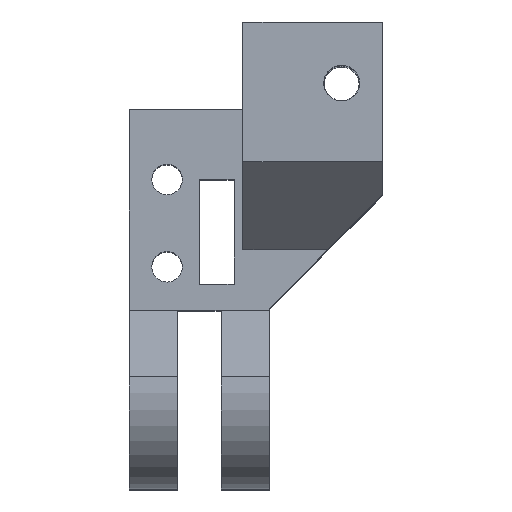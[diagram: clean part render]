
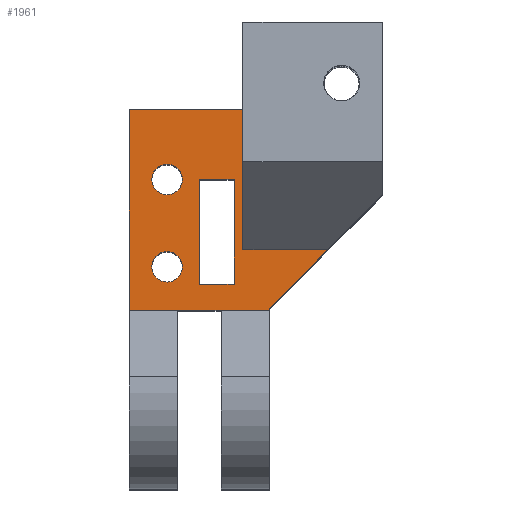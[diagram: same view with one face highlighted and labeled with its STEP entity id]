
A CAD part, top view. The second image highlights one B-rep face of the part: STEP entity #1961.
In plain terms, the highlighted planar face has unit normal (0, 0, 1).
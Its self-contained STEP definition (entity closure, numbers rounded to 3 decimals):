
#66=FACE_BOUND('',#298,.T.);
#67=FACE_BOUND('',#299,.T.);
#68=FACE_BOUND('',#300,.T.);
#96=CIRCLE('',#2069,1.75);
#97=CIRCLE('',#2071,1.75);
#179=FACE_OUTER_BOUND('',#297,.T.);
#297=EDGE_LOOP('',(#1594,#1595,#1596,#1597,#1598,#1599,#1600,#1601,#1602));
#298=EDGE_LOOP('',(#1603));
#299=EDGE_LOOP('',(#1604));
#300=EDGE_LOOP('',(#1605,#1606,#1607,#1608));
#379=LINE('',#2778,#607);
#384=LINE('',#2787,#612);
#390=LINE('',#2798,#618);
#396=LINE('',#2808,#624);
#454=LINE('',#2997,#682);
#488=LINE('',#3072,#716);
#504=LINE('',#3104,#732);
#513=LINE('',#3122,#741);
#514=LINE('',#3123,#742);
#515=LINE('',#3126,#743);
#516=LINE('',#3128,#744);
#517=LINE('',#3130,#745);
#518=LINE('',#3131,#746);
#607=VECTOR('',#2222,10.);
#612=VECTOR('',#2229,10.);
#618=VECTOR('',#2239,10.);
#624=VECTOR('',#2247,1000.);
#682=VECTOR('',#2419,1000.);
#716=VECTOR('',#2485,1000.);
#732=VECTOR('',#2515,1000.);
#741=VECTOR('',#2528,1000.);
#742=VECTOR('',#2529,1000.);
#743=VECTOR('',#2530,1000.);
#744=VECTOR('',#2531,1000.);
#745=VECTOR('',#2532,1000.);
#746=VECTOR('',#2533,1000.);
#835=VERTEX_POINT('',#2775);
#836=VERTEX_POINT('',#2777);
#839=VERTEX_POINT('',#2785);
#841=VERTEX_POINT('',#2795);
#845=VERTEX_POINT('',#2806);
#897=VERTEX_POINT('',#2941);
#898=VERTEX_POINT('',#2945);
#917=VERTEX_POINT('',#2993);
#919=VERTEX_POINT('',#2996);
#944=VERTEX_POINT('',#3070);
#960=VERTEX_POINT('',#3121);
#961=VERTEX_POINT('',#3124);
#962=VERTEX_POINT('',#3125);
#963=VERTEX_POINT('',#3127);
#964=VERTEX_POINT('',#3129);
#1026=EDGE_CURVE('',#836,#835,#379,.F.);
#1031=EDGE_CURVE('',#835,#839,#384,.T.);
#1037=EDGE_CURVE('',#839,#841,#390,.T.);
#1043=EDGE_CURVE('',#845,#841,#396,.T.);
#1110=EDGE_CURVE('',#897,#897,#96,.T.);
#1112=EDGE_CURVE('',#898,#898,#97,.T.);
#1134=EDGE_CURVE('',#917,#919,#454,.T.);
#1172=EDGE_CURVE('',#944,#917,#488,.T.);
#1191=EDGE_CURVE('',#845,#919,#504,.T.);
#1200=EDGE_CURVE('',#960,#944,#513,.T.);
#1201=EDGE_CURVE('',#836,#960,#514,.T.);
#1202=EDGE_CURVE('',#961,#962,#515,.T.);
#1203=EDGE_CURVE('',#963,#961,#516,.T.);
#1204=EDGE_CURVE('',#964,#963,#517,.T.);
#1205=EDGE_CURVE('',#962,#964,#518,.T.);
#1594=ORIENTED_EDGE('',*,*,#1026,.T.);
#1595=ORIENTED_EDGE('',*,*,#1031,.T.);
#1596=ORIENTED_EDGE('',*,*,#1037,.T.);
#1597=ORIENTED_EDGE('',*,*,#1043,.F.);
#1598=ORIENTED_EDGE('',*,*,#1191,.T.);
#1599=ORIENTED_EDGE('',*,*,#1134,.F.);
#1600=ORIENTED_EDGE('',*,*,#1172,.F.);
#1601=ORIENTED_EDGE('',*,*,#1200,.F.);
#1602=ORIENTED_EDGE('',*,*,#1201,.F.);
#1603=ORIENTED_EDGE('',*,*,#1110,.F.);
#1604=ORIENTED_EDGE('',*,*,#1112,.F.);
#1605=ORIENTED_EDGE('',*,*,#1202,.F.);
#1606=ORIENTED_EDGE('',*,*,#1203,.F.);
#1607=ORIENTED_EDGE('',*,*,#1204,.F.);
#1608=ORIENTED_EDGE('',*,*,#1205,.F.);
#1874=PLANE('',#2113);
#1961=ADVANCED_FACE('',(#179,#66,#67,#68),#1874,.F.);
#2069=AXIS2_PLACEMENT_3D('',#2943,#2367,#2368);
#2071=AXIS2_PLACEMENT_3D('',#2947,#2372,#2373);
#2113=AXIS2_PLACEMENT_3D('',#3120,#2526,#2527);
#2222=DIRECTION('',(-0.707,-0.707,0.));
#2229=DIRECTION('',(-1.,0.,0.));
#2239=DIRECTION('',(0.,1.,0.));
#2247=DIRECTION('',(1.,0.,0.));
#2367=DIRECTION('center_axis',(0.,0.,1.));
#2368=DIRECTION('ref_axis',(1.,0.,0.));
#2372=DIRECTION('center_axis',(0.,0.,1.));
#2373=DIRECTION('ref_axis',(1.,0.,0.));
#2419=DIRECTION('',(-1.,0.,0.));
#2485=DIRECTION('',(-1.,0.,0.));
#2515=DIRECTION('',(0.,-1.,0.));
#2526=DIRECTION('center_axis',(0.,0.,-1.));
#2527=DIRECTION('ref_axis',(-1.,0.,0.));
#2528=DIRECTION('',(-1.,0.,0.));
#2529=DIRECTION('',(0.,-1.,0.));
#2530=DIRECTION('',(-1.,0.,0.));
#2531=DIRECTION('',(0.,1.,0.));
#2532=DIRECTION('',(1.,0.,0.));
#2533=DIRECTION('',(0.,-1.,0.));
#2775=CARTESIAN_POINT('',(22.707,-3.071,27.5));
#2777=CARTESIAN_POINT('',(16.,-9.778,27.5));
#2778=CARTESIAN_POINT('',(16.139,-9.639,27.5));
#2785=CARTESIAN_POINT('',(13.,-3.071,27.5));
#2787=CARTESIAN_POINT('',(9.,-3.071,27.5));
#2795=CARTESIAN_POINT('',(13.,13.,27.5));
#2798=CARTESIAN_POINT('',(13.,10.,27.5));
#2806=CARTESIAN_POINT('',(0.,13.,27.5));
#2808=CARTESIAN_POINT('',(9.,13.,27.5));
#2941=CARTESIAN_POINT('',(2.565,5.,27.5));
#2943=CARTESIAN_POINT('Origin',(4.315,5.,27.5));
#2945=CARTESIAN_POINT('',(2.565,-5.,27.5));
#2947=CARTESIAN_POINT('Origin',(4.315,-5.,27.5));
#2993=CARTESIAN_POINT('',(5.5,-10.,27.5));
#2996=CARTESIAN_POINT('',(0.,-10.,27.5));
#2997=CARTESIAN_POINT('',(9.,-10.,27.5));
#3070=CARTESIAN_POINT('',(10.5,-10.,27.5));
#3072=CARTESIAN_POINT('',(-24.274,-10.,27.5));
#3104=CARTESIAN_POINT('',(0.,-10.,27.5));
#3120=CARTESIAN_POINT('Origin',(9.,-10.,27.5));
#3121=CARTESIAN_POINT('',(16.,-10.,27.5));
#3122=CARTESIAN_POINT('',(9.,-10.,27.5));
#3123=CARTESIAN_POINT('',(16.,-10.,27.5));
#3124=CARTESIAN_POINT('',(12.,5.,27.5));
#3125=CARTESIAN_POINT('',(8.,5.,27.5));
#3126=CARTESIAN_POINT('',(12.,5.,27.5));
#3127=CARTESIAN_POINT('',(12.,-7.,27.5));
#3128=CARTESIAN_POINT('',(12.,-7.,27.5));
#3129=CARTESIAN_POINT('',(8.,-7.,27.5));
#3130=CARTESIAN_POINT('',(12.,-7.,27.5));
#3131=CARTESIAN_POINT('',(8.,-7.,27.5));
